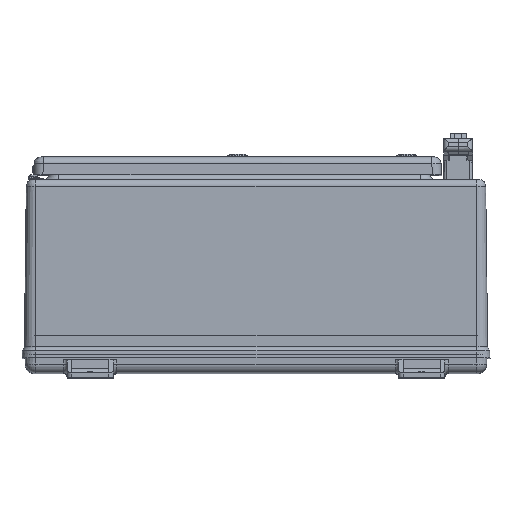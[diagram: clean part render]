
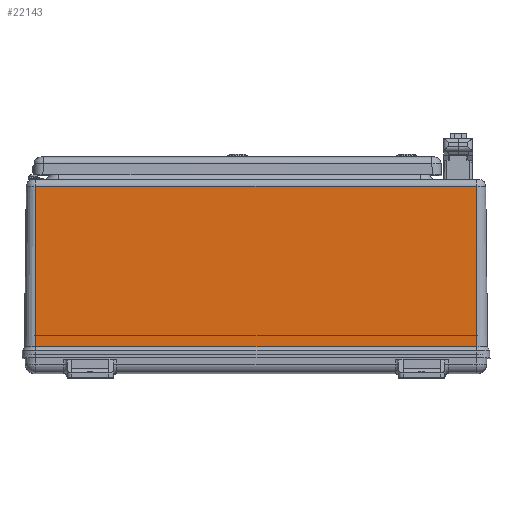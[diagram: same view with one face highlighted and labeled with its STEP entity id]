
A CAD part, top view. The second image highlights one B-rep face of the part: STEP entity #22143.
In plain terms, the highlighted planar face has unit normal (0, 0.012, 1).
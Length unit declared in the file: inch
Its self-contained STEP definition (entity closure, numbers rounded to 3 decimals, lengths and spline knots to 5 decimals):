
#3392 = DIRECTION ( 'NONE',  ( 0., -1., 0.012 ) ) ;
#6026 = CARTESIAN_POINT ( 'NONE',  ( -10.89746, -10.22761, 12.3257 ) ) ;
#7410 = DIRECTION ( 'NONE',  ( 0., 1., -0.012 ) ) ;
#9380 = DIRECTION ( 'NONE',  ( -1., 0., 0. ) ) ;
#14297 = DIRECTION ( 'NONE',  ( 0., -1., 0.012 ) ) ;
#15866 = VERTEX_POINT ( 'NONE', #6026 ) ;
#20151 = DIRECTION ( 'NONE',  ( 1., 0., 0. ) ) ;
#21909 = CARTESIAN_POINT ( 'NONE',  ( -10.89746, -1.5868, 12.22315 ) ) ;
#22143 = ADVANCED_FACE ( 'NONE', ( #68786 ), #28077, .T. ) ;
#24644 = EDGE_CURVE ( 'NONE', #38304, #72580, #34685, .T. ) ;
#26380 = EDGE_CURVE ( 'NONE', #15866, #38304, #32832, .T. ) ;
#27668 = CARTESIAN_POINT ( 'NONE',  ( -10.89746, -1.5868, 12.22315 ) ) ;
#27949 = CARTESIAN_POINT ( 'NONE',  ( 12.88379, -10.22761, 12.3257 ) ) ;
#28077 = PLANE ( 'NONE',  #63100 ) ;
#30674 = VECTOR ( 'NONE', #9380, 39.37008 ) ;
#32583 = CARTESIAN_POINT ( 'NONE',  ( -10.89746, -1.21625, 12.21875 ) ) ;
#32832 = LINE ( 'NONE', #58274, #53763 ) ;
#33691 = ORIENTED_EDGE ( 'NONE', *, *, #81744, .T. ) ;
#34685 = LINE ( 'NONE', #46273, #52555 ) ;
#38304 = VERTEX_POINT ( 'NONE', #27949 ) ;
#39749 = ORIENTED_EDGE ( 'NONE', *, *, #24644, .T. ) ;
#43596 = CARTESIAN_POINT ( 'NONE',  ( 12.88379, -1.5868, 12.22315 ) ) ;
#45897 = CARTESIAN_POINT ( 'NONE',  ( -10.89746, -1.21625, 12.21875 ) ) ;
#46273 = CARTESIAN_POINT ( 'NONE',  ( 12.88379, -1.21625, 12.21875 ) ) ;
#47828 = DIRECTION ( 'NONE',  ( 0., 0.012, 1. ) ) ;
#51647 = ORIENTED_EDGE ( 'NONE', *, *, #72911, .T. ) ;
#52555 = VECTOR ( 'NONE', #7410, 39.37008 ) ;
#53763 = VECTOR ( 'NONE', #20151, 39.37008 ) ;
#58274 = CARTESIAN_POINT ( 'NONE',  ( -10.89746, -10.22761, 12.3257 ) ) ;
#59774 = ORIENTED_EDGE ( 'NONE', *, *, #26380, .T. ) ;
#63100 = AXIS2_PLACEMENT_3D ( 'NONE', #45897, #47828, #3392 ) ;
#63485 = EDGE_LOOP ( 'NONE', ( #51647, #33691, #59774, #39749 ) ) ;
#67357 = VERTEX_POINT ( 'NONE', #21909 ) ;
#67484 = LINE ( 'NONE', #32583, #82288 ) ;
#68786 = FACE_OUTER_BOUND ( 'NONE', #63485, .T. ) ;
#69535 = LINE ( 'NONE', #27668, #30674 ) ;
#72580 = VERTEX_POINT ( 'NONE', #43596 ) ;
#72911 = EDGE_CURVE ( 'NONE', #72580, #67357, #69535, .T. ) ;
#81744 = EDGE_CURVE ( 'NONE', #67357, #15866, #67484, .T. ) ;
#82288 = VECTOR ( 'NONE', #14297, 39.37008 ) ;
